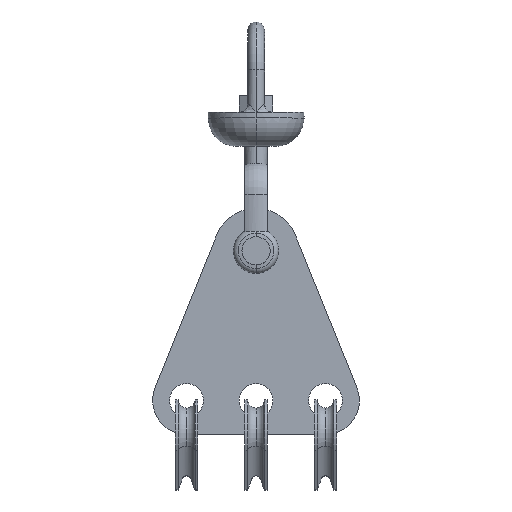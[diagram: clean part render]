
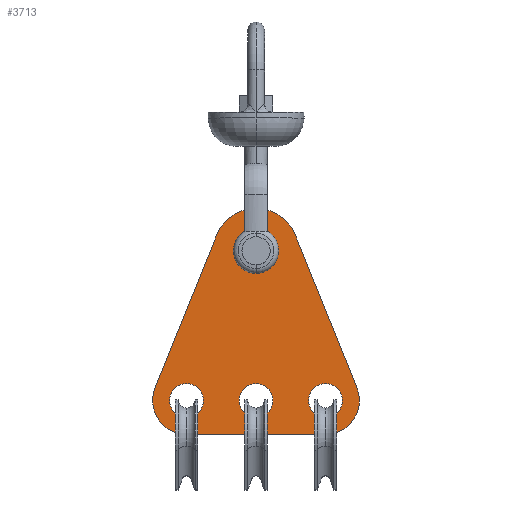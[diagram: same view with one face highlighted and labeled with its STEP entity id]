
A CAD part, top view. The second image highlights one B-rep face of the part: STEP entity #3713.
In plain terms, the highlighted planar face has unit normal (0, 0, 1).
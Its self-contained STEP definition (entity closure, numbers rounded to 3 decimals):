
#17 = CARTESIAN_POINT ( 'NONE',  ( 0., 65., 4. ) ) ;
#55 = CARTESIAN_POINT ( 'NONE',  ( 18.59, 12., 4. ) ) ;
#75 = CARTESIAN_POINT ( 'NONE',  ( 6., 12., 4. ) ) ;
#79 = CIRCLE ( 'NONE', #4580, 6. ) ;
#94 = VECTOR ( 'NONE', #3079, 1000. ) ;
#106 = CARTESIAN_POINT ( 'NONE',  ( 0., 65., 4. ) ) ;
#122 = DIRECTION ( 'NONE',  ( 0., 0., 1. ) ) ;
#149 = CARTESIAN_POINT ( 'NONE',  ( -24.59, 12., 4. ) ) ;
#159 = AXIS2_PLACEMENT_3D ( 'NONE', #1843, #3251, #2507 ) ;
#163 = VERTEX_POINT ( 'NONE', #4510 ) ;
#188 = CIRCLE ( 'NONE', #3041, 15. ) ;
#253 = VECTOR ( 'NONE', #4063, 1000. ) ;
#300 = VERTEX_POINT ( 'NONE', #1461 ) ;
#318 = VERTEX_POINT ( 'NONE', #357 ) ;
#357 = CARTESIAN_POINT ( 'NONE',  ( -24.59, 0., 4. ) ) ;
#392 = DIRECTION ( 'NONE',  ( 1., 0., 0. ) ) ;
#462 = AXIS2_PLACEMENT_3D ( 'NONE', #2466, #4227, #696 ) ;
#530 = CARTESIAN_POINT ( 'NONE',  ( 24.59, 12., 4. ) ) ;
#547 = EDGE_CURVE ( 'NONE', #994, #2484, #2637, .T. ) ;
#577 = DIRECTION ( 'NONE',  ( 1., 0., 0. ) ) ;
#583 = CIRCLE ( 'NONE', #462, 5. ) ;
#639 = CIRCLE ( 'NONE', #1437, 6. ) ;
#678 = DIRECTION ( 'NONE',  ( 1., 0., 0. ) ) ;
#693 = VERTEX_POINT ( 'NONE', #3381 ) ;
#696 = DIRECTION ( 'NONE',  ( 1., 0., 0. ) ) ;
#710 = EDGE_LOOP ( 'NONE', ( #1036, #3573, #2452, #2698, #2790, #4021, #1689 ) ) ;
#732 = LINE ( 'NONE', #1013, #1172 ) ;
#733 = DIRECTION ( 'NONE',  ( 0., 0., 1. ) ) ;
#747 = CARTESIAN_POINT ( 'NONE',  ( -30.59, 12., 4. ) ) ;
#800 = ORIENTED_EDGE ( 'NONE', *, *, #1041, .F. ) ;
#827 = VERTEX_POINT ( 'NONE', #3129 ) ;
#832 = VERTEX_POINT ( 'NONE', #2039 ) ;
#860 = PLANE ( 'NONE',  #2199 ) ;
#870 = DIRECTION ( 'NONE',  ( 1., 0., 0. ) ) ;
#888 = EDGE_CURVE ( 'NONE', #1415, #4030, #4025, .T. ) ;
#936 = EDGE_CURVE ( 'NONE', #300, #318, #4081, .T. ) ;
#969 = EDGE_LOOP ( 'NONE', ( #800, #3240 ) ) ;
#994 = VERTEX_POINT ( 'NONE', #1538 ) ;
#996 = VERTEX_POINT ( 'NONE', #747 ) ;
#1013 = CARTESIAN_POINT ( 'NONE',  ( -24.59, 0., 4. ) ) ;
#1036 = ORIENTED_EDGE ( 'NONE', *, *, #1621, .T. ) ;
#1041 = EDGE_CURVE ( 'NONE', #693, #4412, #4201, .T. ) ;
#1088 = EDGE_CURVE ( 'NONE', #3869, #996, #2137, .T. ) ;
#1172 = VECTOR ( 'NONE', #678, 1000. ) ;
#1355 = CIRCLE ( 'NONE', #1797, 12. ) ;
#1415 = VERTEX_POINT ( 'NONE', #2128 ) ;
#1437 = AXIS2_PLACEMENT_3D ( 'NONE', #4410, #2575, #3631 ) ;
#1461 = CARTESIAN_POINT ( 'NONE',  ( -36.59, 12., 4. ) ) ;
#1526 = CARTESIAN_POINT ( 'NONE',  ( 24.59, 0., 4. ) ) ;
#1538 = CARTESIAN_POINT ( 'NONE',  ( 35.72, 16.485, 4. ) ) ;
#1615 = CARTESIAN_POINT ( 'NONE',  ( -35.72, 16.485, 4. ) ) ;
#1621 = EDGE_CURVE ( 'NONE', #3437, #994, #1355, .T. ) ;
#1681 = ORIENTED_EDGE ( 'NONE', *, *, #1088, .F. ) ;
#1689 = ORIENTED_EDGE ( 'NONE', *, *, #4019, .T. ) ;
#1727 = DIRECTION ( 'NONE',  ( 0., 0., 1. ) ) ;
#1749 = EDGE_CURVE ( 'NONE', #163, #300, #2460, .T. ) ;
#1797 = AXIS2_PLACEMENT_3D ( 'NONE', #530, #4386, #2231 ) ;
#1843 = CARTESIAN_POINT ( 'NONE',  ( 0., 12., 4. ) ) ;
#1888 = CIRCLE ( 'NONE', #2673, 6. ) ;
#1896 = EDGE_LOOP ( 'NONE', ( #2498, #1681 ) ) ;
#1978 = EDGE_LOOP ( 'NONE', ( #4181, #2759 ) ) ;
#1994 = CARTESIAN_POINT ( 'NONE',  ( 24.59, 12., 4. ) ) ;
#2039 = CARTESIAN_POINT ( 'NONE',  ( -13.913, 70.606, 4. ) ) ;
#2085 = EDGE_CURVE ( 'NONE', #827, #3652, #79, .T. ) ;
#2128 = CARTESIAN_POINT ( 'NONE',  ( -5., 65., 4. ) ) ;
#2137 = CIRCLE ( 'NONE', #4375, 6. ) ;
#2199 = AXIS2_PLACEMENT_3D ( 'NONE', #4400, #3352, #2977 ) ;
#2231 = DIRECTION ( 'NONE',  ( -1., 0., 0. ) ) ;
#2329 = EDGE_CURVE ( 'NONE', #832, #163, #3892, .T. ) ;
#2452 = ORIENTED_EDGE ( 'NONE', *, *, #2677, .T. ) ;
#2460 = CIRCLE ( 'NONE', #3694, 12. ) ;
#2462 = EDGE_CURVE ( 'NONE', #4030, #1415, #583, .T. ) ;
#2463 = CARTESIAN_POINT ( 'NONE',  ( 5., 65., 4. ) ) ;
#2466 = CARTESIAN_POINT ( 'NONE',  ( 0., 65., 4. ) ) ;
#2484 = VERTEX_POINT ( 'NONE', #2830 ) ;
#2498 = ORIENTED_EDGE ( 'NONE', *, *, #3026, .F. ) ;
#2507 = DIRECTION ( 'NONE',  ( 1., 0., 0. ) ) ;
#2575 = DIRECTION ( 'NONE',  ( 0., 0., 1. ) ) ;
#2585 = ORIENTED_EDGE ( 'NONE', *, *, #888, .F. ) ;
#2599 = FACE_BOUND ( 'NONE', #3385, .T. ) ;
#2637 = LINE ( 'NONE', #3397, #94 ) ;
#2671 = DIRECTION ( 'NONE',  ( 1., 0., 0. ) ) ;
#2673 = AXIS2_PLACEMENT_3D ( 'NONE', #3622, #3926, #3248 ) ;
#2677 = EDGE_CURVE ( 'NONE', #2484, #832, #188, .T. ) ;
#2698 = ORIENTED_EDGE ( 'NONE', *, *, #2329, .T. ) ;
#2720 = CARTESIAN_POINT ( 'NONE',  ( -18.59, 12., 4. ) ) ;
#2759 = ORIENTED_EDGE ( 'NONE', *, *, #2085, .F. ) ;
#2770 = AXIS2_PLACEMENT_3D ( 'NONE', #3530, #733, #3143 ) ;
#2790 = ORIENTED_EDGE ( 'NONE', *, *, #1749, .T. ) ;
#2830 = CARTESIAN_POINT ( 'NONE',  ( 13.913, 70.606, 4. ) ) ;
#2886 = EDGE_CURVE ( 'NONE', #3652, #827, #1888, .T. ) ;
#2934 = DIRECTION ( 'NONE',  ( 1., 0., 0. ) ) ;
#2935 = FACE_BOUND ( 'NONE', #1978, .T. ) ;
#2974 = DIRECTION ( 'NONE',  ( 0., 0., 1. ) ) ;
#2977 = DIRECTION ( 'NONE',  ( -1., 0., 0. ) ) ;
#3026 = EDGE_CURVE ( 'NONE', #996, #3869, #639, .T. ) ;
#3041 = AXIS2_PLACEMENT_3D ( 'NONE', #106, #3693, #870 ) ;
#3068 = CARTESIAN_POINT ( 'NONE',  ( -24.59, 12., 4. ) ) ;
#3079 = DIRECTION ( 'NONE',  ( -0.374, 0.928, 0. ) ) ;
#3110 = FACE_BOUND ( 'NONE', #969, .T. ) ;
#3129 = CARTESIAN_POINT ( 'NONE',  ( 30.59, 12., 4. ) ) ;
#3143 = DIRECTION ( 'NONE',  ( 1., 0., 0. ) ) ;
#3240 = ORIENTED_EDGE ( 'NONE', *, *, #3619, .F. ) ;
#3248 = DIRECTION ( 'NONE',  ( 1., 0., 0. ) ) ;
#3251 = DIRECTION ( 'NONE',  ( 0., 0., 1. ) ) ;
#3342 = CARTESIAN_POINT ( 'NONE',  ( 0., 12., 4. ) ) ;
#3352 = DIRECTION ( 'NONE',  ( 0., 0., -1. ) ) ;
#3381 = CARTESIAN_POINT ( 'NONE',  ( -6., 12., 4. ) ) ;
#3385 = EDGE_LOOP ( 'NONE', ( #2585, #3778 ) ) ;
#3397 = CARTESIAN_POINT ( 'NONE',  ( 35.72, 16.485, 4. ) ) ;
#3437 = VERTEX_POINT ( 'NONE', #1526 ) ;
#3449 = FACE_BOUND ( 'NONE', #1896, .T. ) ;
#3521 = AXIS2_PLACEMENT_3D ( 'NONE', #3342, #122, #2934 ) ;
#3530 = CARTESIAN_POINT ( 'NONE',  ( -24.59, 12., 4. ) ) ;
#3573 = ORIENTED_EDGE ( 'NONE', *, *, #547, .T. ) ;
#3619 = EDGE_CURVE ( 'NONE', #4412, #693, #4284, .T. ) ;
#3622 = CARTESIAN_POINT ( 'NONE',  ( 24.59, 12., 4. ) ) ;
#3631 = DIRECTION ( 'NONE',  ( 1., 0., 0. ) ) ;
#3652 = VERTEX_POINT ( 'NONE', #55 ) ;
#3693 = DIRECTION ( 'NONE',  ( 0., 0., 1. ) ) ;
#3694 = AXIS2_PLACEMENT_3D ( 'NONE', #3068, #3782, #577 ) ;
#3713 = ADVANCED_FACE ( 'NONE', ( #3449, #3110, #4568, #2935, #2599 ), #860, .F. ) ;
#3778 = ORIENTED_EDGE ( 'NONE', *, *, #2462, .F. ) ;
#3782 = DIRECTION ( 'NONE',  ( 0., 0., 1. ) ) ;
#3869 = VERTEX_POINT ( 'NONE', #2720 ) ;
#3892 = LINE ( 'NONE', #1615, #253 ) ;
#3926 = DIRECTION ( 'NONE',  ( 0., 0., 1. ) ) ;
#3990 = AXIS2_PLACEMENT_3D ( 'NONE', #17, #1727, #392 ) ;
#4019 = EDGE_CURVE ( 'NONE', #318, #3437, #732, .T. ) ;
#4021 = ORIENTED_EDGE ( 'NONE', *, *, #936, .T. ) ;
#4025 = CIRCLE ( 'NONE', #3990, 5. ) ;
#4030 = VERTEX_POINT ( 'NONE', #2463 ) ;
#4063 = DIRECTION ( 'NONE',  ( -0.374, -0.928, 0. ) ) ;
#4081 = CIRCLE ( 'NONE', #2770, 12. ) ;
#4171 = DIRECTION ( 'NONE',  ( 0., 0., 1. ) ) ;
#4181 = ORIENTED_EDGE ( 'NONE', *, *, #2886, .F. ) ;
#4201 = CIRCLE ( 'NONE', #3521, 6. ) ;
#4227 = DIRECTION ( 'NONE',  ( 0., 0., 1. ) ) ;
#4284 = CIRCLE ( 'NONE', #159, 6. ) ;
#4357 = DIRECTION ( 'NONE',  ( 1., 0., 0. ) ) ;
#4375 = AXIS2_PLACEMENT_3D ( 'NONE', #149, #2974, #4357 ) ;
#4386 = DIRECTION ( 'NONE',  ( 0., 0., 1. ) ) ;
#4400 = CARTESIAN_POINT ( 'NONE',  ( 24.59, 12., 4. ) ) ;
#4410 = CARTESIAN_POINT ( 'NONE',  ( -24.59, 12., 4. ) ) ;
#4412 = VERTEX_POINT ( 'NONE', #75 ) ;
#4510 = CARTESIAN_POINT ( 'NONE',  ( -35.72, 16.485, 4. ) ) ;
#4568 = FACE_OUTER_BOUND ( 'NONE', #710, .T. ) ;
#4580 = AXIS2_PLACEMENT_3D ( 'NONE', #1994, #4171, #2671 ) ;
